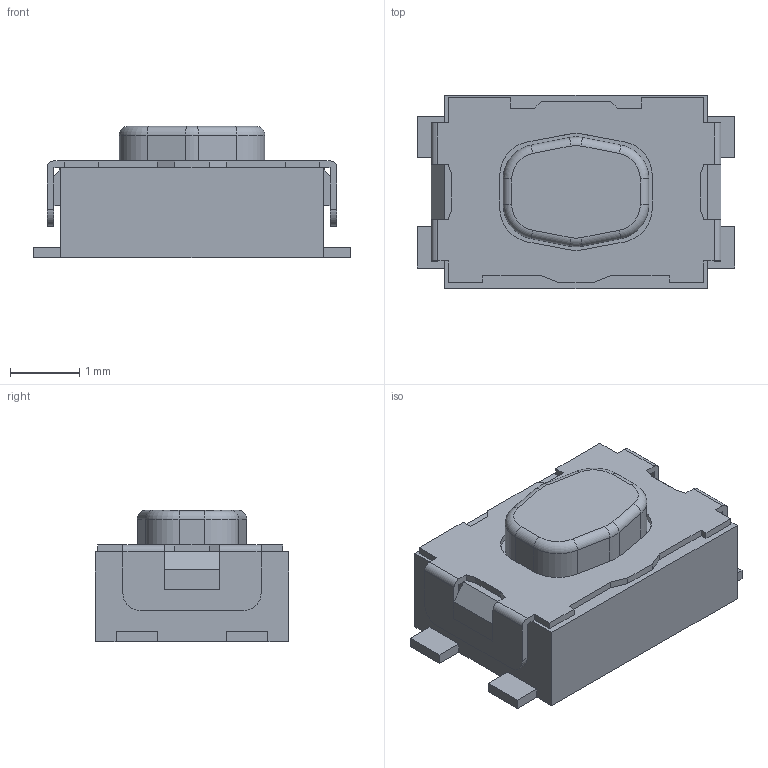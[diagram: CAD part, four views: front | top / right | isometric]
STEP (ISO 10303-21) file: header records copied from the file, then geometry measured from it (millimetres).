
FILE_DESCRIPTION(/* description */ ('model of SW_Push_1P1T_NO_CK_KMR2'),/* implementation_level */ '2;1');
FILE_NAME(/* name */ 'SW_Push_1P1T_NO_CK_KMR2.step',/* time_stamp */ '1970-01-01T00:00:00',/* author */ ('KiCAD','kicad'),/* organization */ ('OCCT'),/* preprocessor_version */ '',/* originating_system */ 'KiCAD',/* authorisation */ '');
FILE_SCHEMA(('AUTOMOTIVE_DESIGN { 1 0 10303 214 1 1 1 1 }'));
Length unit declared in the file: millimetre
Products named in the file (1): SW_Push_1P1T_NO_CK_KMR2
Bounding box: 4.6 x 2.8 x 1.9 mm (x, y, z)
Volume: 16.7 mm3; surface area: 53.2 mm2
Topology: 1 solids, 1 shells, 132 faces, 376 edges, 240 vertices
Faces by surface type: plane 100, cylinder 26, torus 6
Entity records: 2866 total; most frequent: ORIENTED_EDGE 568, EDGE_CURVE 376, CARTESIAN_POINT 346, LINE 276, VERTEX_POINT 240, AXIS2_PLACEMENT_3D 180, FACE_BOUND 134, EDGE_LOOP 134
